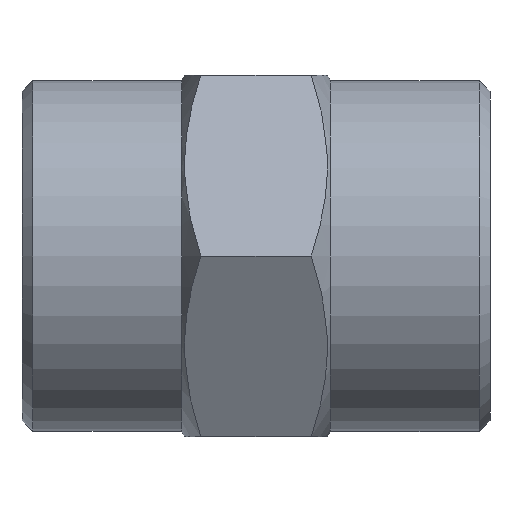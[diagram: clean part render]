
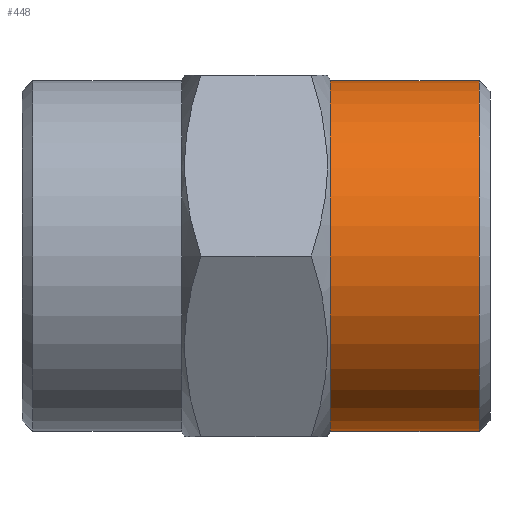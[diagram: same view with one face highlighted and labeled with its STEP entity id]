
A CAD part, left-side view. The second image highlights one B-rep face of the part: STEP entity #448.
In plain terms, the highlighted cylindrical face has radius 8.25 mm (diameter 16.5 mm), a partial arc.
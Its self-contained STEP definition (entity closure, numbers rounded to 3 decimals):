
#19 = AXIS2_PLACEMENT_3D ( 'NONE', #200, #190, #203 ) ;
#29 = CIRCLE ( 'NONE', #31, 8.25 ) ;
#31 = AXIS2_PLACEMENT_3D ( 'NONE', #708, #709, #710 ) ;
#39 = AXIS2_PLACEMENT_3D ( 'NONE', #712, #713, #714 ) ;
#40 = CIRCLE ( 'NONE', #39, 8.25 ) ;
#106 = EDGE_LOOP ( 'NONE', ( #806, #805, #804, #803 ) ) ;
#124 = LINE ( 'NONE', #126, #317 ) ;
#125 = DIRECTION ( 'NONE',  ( 0., -1., 0. ) ) ;
#126 = CARTESIAN_POINT ( 'NONE',  ( 0., -2.608, -8.25 ) ) ;
#190 = DIRECTION ( 'NONE',  ( 0., -1., 0. ) ) ;
#199 = FACE_OUTER_BOUND ( 'NONE', #106, .T. ) ;
#200 = CARTESIAN_POINT ( 'NONE',  ( 0., -2.608, 0. ) ) ;
#202 = CYLINDRICAL_SURFACE ( 'NONE', #19, 8.25 ) ;
#203 = DIRECTION ( 'NONE',  ( 0., 0., -1. ) ) ;
#222 = CARTESIAN_POINT ( 'NONE',  ( 0., 7.5, -8.25 ) ) ;
#239 = CARTESIAN_POINT ( 'NONE',  ( 0., 7.5, 8.25 ) ) ;
#246 = CARTESIAN_POINT ( 'NONE',  ( 0., 0.5, 8.25 ) ) ;
#247 = CARTESIAN_POINT ( 'NONE',  ( 0., 0.5, -8.25 ) ) ;
#317 = VECTOR ( 'NONE', #125, 1000. ) ;
#353 = VECTOR ( 'NONE', #530, 1000. ) ;
#371 = EDGE_CURVE ( 'NONE', #873, #890, #124, .T. ) ;
#402 = EDGE_CURVE ( 'NONE', #882, #889, #496, .T. ) ;
#437 = EDGE_CURVE ( 'NONE', #889, #890, #29, .T. ) ;
#438 = EDGE_CURVE ( 'NONE', #882, #873, #40, .T. ) ;
#448 = ADVANCED_FACE ( 'NONE', ( #199 ), #202, .T. ) ;
#496 = LINE ( 'NONE', #529, #353 ) ;
#529 = CARTESIAN_POINT ( 'NONE',  ( 0., -2.608, 8.25 ) ) ;
#530 = DIRECTION ( 'NONE',  ( 0., -1., 0. ) ) ;
#708 = CARTESIAN_POINT ( 'NONE',  ( 0., 0.5, 0. ) ) ;
#709 = DIRECTION ( 'NONE',  ( 0., -1., 0. ) ) ;
#710 = DIRECTION ( 'NONE',  ( 0., 0., -1. ) ) ;
#712 = CARTESIAN_POINT ( 'NONE',  ( 0., 7.5, 0. ) ) ;
#713 = DIRECTION ( 'NONE',  ( 0., -1., 0. ) ) ;
#714 = DIRECTION ( 'NONE',  ( 0., 0., -1. ) ) ;
#803 = ORIENTED_EDGE ( 'NONE', *, *, #437, .F. ) ;
#804 = ORIENTED_EDGE ( 'NONE', *, *, #371, .T. ) ;
#805 = ORIENTED_EDGE ( 'NONE', *, *, #438, .T. ) ;
#806 = ORIENTED_EDGE ( 'NONE', *, *, #402, .F. ) ;
#873 = VERTEX_POINT ( 'NONE', #222 ) ;
#882 = VERTEX_POINT ( 'NONE', #239 ) ;
#889 = VERTEX_POINT ( 'NONE', #246 ) ;
#890 = VERTEX_POINT ( 'NONE', #247 ) ;
